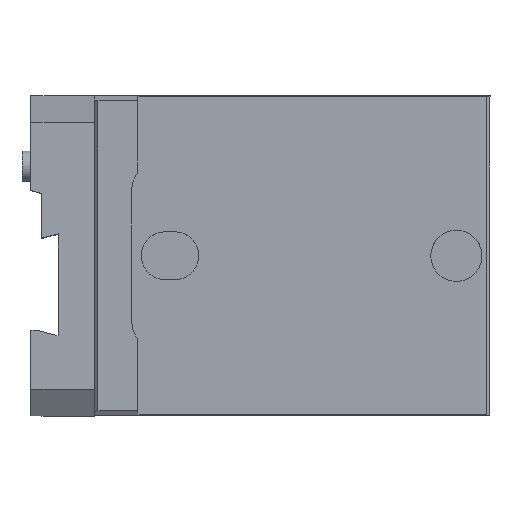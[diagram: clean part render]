
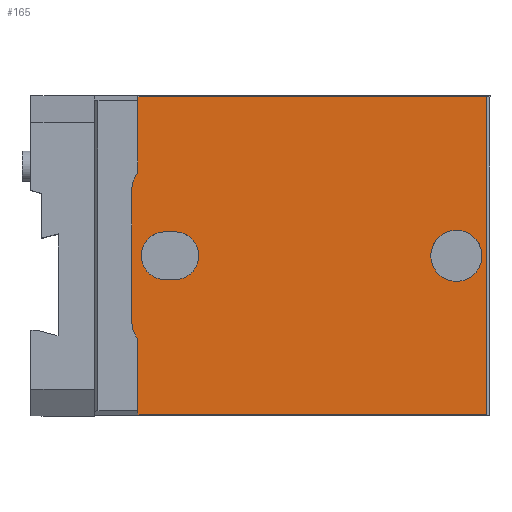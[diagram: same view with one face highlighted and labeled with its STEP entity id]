
A CAD part, top view. The second image highlights one B-rep face of the part: STEP entity #165.
In plain terms, the highlighted planar face has unit normal (0, 0, 1).
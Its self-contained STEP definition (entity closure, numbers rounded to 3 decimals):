
#165=ADVANCED_FACE('',(#535,#536,#537),#220,.T.);
#220=PLANE('',#1356);
#322=LINE('',#1894,#476);
#328=LINE('',#1907,#482);
#336=LINE('',#1931,#490);
#339=LINE('',#1942,#493);
#343=LINE('',#1954,#497);
#361=LINE('',#2002,#515);
#363=LINE('',#2005,#517);
#374=LINE('',#2028,#528);
#476=VECTOR('',#1528,1.);
#482=VECTOR('',#1536,1.);
#490=VECTOR('',#1558,1.);
#493=VECTOR('',#1569,1.);
#497=VECTOR('',#1581,1.);
#515=VECTOR('',#1633,1.);
#517=VECTOR('',#1637,1.);
#528=VECTOR('',#1672,1.);
#535=FACE_BOUND('',#603,.T.);
#536=FACE_BOUND('',#604,.T.);
#537=FACE_BOUND('',#605,.T.);
#603=EDGE_LOOP('',(#933,#934,#935,#936,#937,#938,#939,#940));
#604=EDGE_LOOP('',(#941,#942,#943,#944));
#605=EDGE_LOOP('',(#945));
#933=ORIENTED_EDGE('',*,*,#1172,.F.);
#934=ORIENTED_EDGE('',*,*,#1229,.F.);
#935=ORIENTED_EDGE('',*,*,#1177,.F.);
#936=ORIENTED_EDGE('',*,*,#1184,.F.);
#937=ORIENTED_EDGE('',*,*,#1181,.F.);
#938=ORIENTED_EDGE('',*,*,#1218,.F.);
#939=ORIENTED_EDGE('',*,*,#1166,.F.);
#940=ORIENTED_EDGE('',*,*,#1216,.T.);
#941=ORIENTED_EDGE('',*,*,#1185,.F.);
#942=ORIENTED_EDGE('',*,*,#1195,.F.);
#943=ORIENTED_EDGE('',*,*,#1192,.F.);
#944=ORIENTED_EDGE('',*,*,#1189,.F.);
#945=ORIENTED_EDGE('',*,*,#1198,.T.);
#1023=VERTEX_POINT('',#1893);
#1024=VERTEX_POINT('',#1895);
#1029=VERTEX_POINT('',#1906);
#1030=VERTEX_POINT('',#1908);
#1033=VERTEX_POINT('',#1916);
#1034=VERTEX_POINT('',#1918);
#1037=VERTEX_POINT('',#1925);
#1038=VERTEX_POINT('',#1927);
#1039=VERTEX_POINT('',#1934);
#1040=VERTEX_POINT('',#1935);
#1043=VERTEX_POINT('',#1943);
#1045=VERTEX_POINT('',#1949);
#1048=VERTEX_POINT('',#1961);
#1166=EDGE_CURVE('',#1023,#1024,#322,.T.);
#1172=EDGE_CURVE('',#1029,#1030,#328,.T.);
#1177=EDGE_CURVE('',#1033,#1034,#1235,.T.);
#1181=EDGE_CURVE('',#1037,#1038,#1237,.T.);
#1184=EDGE_CURVE('',#1038,#1033,#336,.T.);
#1185=EDGE_CURVE('',#1039,#1040,#1238,.T.);
#1189=EDGE_CURVE('',#1040,#1043,#339,.T.);
#1192=EDGE_CURVE('',#1043,#1045,#1240,.T.);
#1195=EDGE_CURVE('',#1045,#1039,#343,.T.);
#1198=EDGE_CURVE('',#1048,#1048,#1243,.T.);
#1216=EDGE_CURVE('',#1023,#1030,#361,.T.);
#1218=EDGE_CURVE('',#1024,#1037,#363,.T.);
#1229=EDGE_CURVE('',#1034,#1029,#374,.T.);
#1235=CIRCLE('',#1312,10.5);
#1237=CIRCLE('',#1315,10.5);
#1238=CIRCLE('',#1318,7.5);
#1240=CIRCLE('',#1322,7.5);
#1243=CIRCLE('',#1328,8.);
#1312=AXIS2_PLACEMENT_3D('',#1917,#1544,#1545);
#1315=AXIS2_PLACEMENT_3D('',#1926,#1552,#1553);
#1318=AXIS2_PLACEMENT_3D('',#1933,#1561,#1562);
#1322=AXIS2_PLACEMENT_3D('',#1948,#1574,#1575);
#1328=AXIS2_PLACEMENT_3D('',#1960,#1589,#1590);
#1356=AXIS2_PLACEMENT_3D('',#2030,#1675,#1676);
#1528=DIRECTION('',(-1.,0.,0.));
#1536=DIRECTION('',(1.,0.,0.));
#1544=DIRECTION('',(0.,0.,-1.));
#1545=DIRECTION('',(1.,0.,0.));
#1552=DIRECTION('',(0.,0.,-1.));
#1553=DIRECTION('',(1.,0.,0.));
#1558=DIRECTION('',(0.,1.,0.));
#1561=DIRECTION('',(0.,0.,1.));
#1562=DIRECTION('',(-1.,0.,0.));
#1569=DIRECTION('',(-1.,0.,0.));
#1574=DIRECTION('',(0.,0.,1.));
#1575=DIRECTION('',(1.,0.,0.));
#1581=DIRECTION('',(1.,0.,0.));
#1589=DIRECTION('',(0.,0.,-1.));
#1590=DIRECTION('',(1.,0.,0.));
#1633=DIRECTION('',(0.,1.,0.));
#1637=DIRECTION('',(0.,1.,0.));
#1672=DIRECTION('',(0.,1.,0.));
#1675=DIRECTION('',(0.,0.,1.));
#1676=DIRECTION('',(-1.,0.,0.));
#1893=CARTESIAN_POINT('',(109.,-49.732,0.));
#1894=CARTESIAN_POINT('',(0.,-49.732,0.));
#1895=CARTESIAN_POINT('',(0.,-49.732,0.));
#1906=CARTESIAN_POINT('',(0.,49.732,0.));
#1907=CARTESIAN_POINT('',(0.,49.732,0.));
#1908=CARTESIAN_POINT('',(109.,49.732,0.));
#1916=CARTESIAN_POINT('',(-2.,20.,0.));
#1917=CARTESIAN_POINT('',(8.5,20.,0.));
#1918=CARTESIAN_POINT('',(0.,26.164,0.));
#1925=CARTESIAN_POINT('',(0.,-26.164,0.));
#1926=CARTESIAN_POINT('',(8.5,-20.,0.));
#1927=CARTESIAN_POINT('',(-2.,-20.,0.));
#1931=CARTESIAN_POINT('',(-2.,-20.,0.));
#1933=CARTESIAN_POINT('',(11.5,0.,0.));
#1934=CARTESIAN_POINT('',(11.5,-7.5,0.));
#1935=CARTESIAN_POINT('',(11.5,7.5,0.));
#1942=CARTESIAN_POINT('',(11.5,7.5,0.));
#1943=CARTESIAN_POINT('',(8.5,7.5,0.));
#1948=CARTESIAN_POINT('',(8.5,0.,0.));
#1949=CARTESIAN_POINT('',(8.5,-7.5,0.));
#1954=CARTESIAN_POINT('',(8.5,-7.5,0.));
#1960=CARTESIAN_POINT('',(99.5,0.,0.));
#1961=CARTESIAN_POINT('',(107.5,0.,0.));
#2002=CARTESIAN_POINT('',(109.,-50.,0.));
#2005=CARTESIAN_POINT('',(0.,-50.,0.));
#2028=CARTESIAN_POINT('',(0.,-50.,0.));
#2030=CARTESIAN_POINT('',(0.,-50.,0.));
